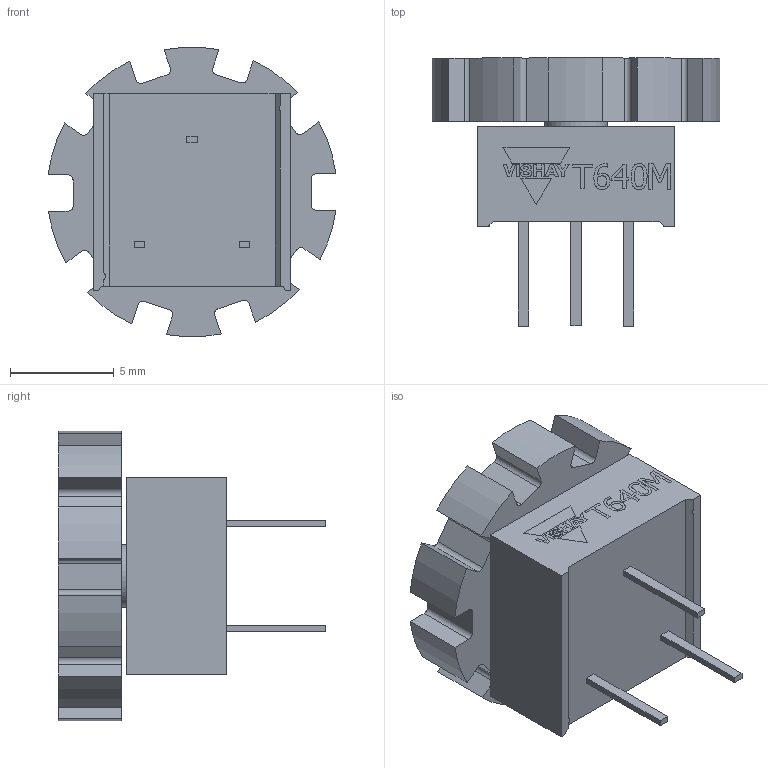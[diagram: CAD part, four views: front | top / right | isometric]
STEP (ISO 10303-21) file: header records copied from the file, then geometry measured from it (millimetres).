
FILE_DESCRIPTION(/* description */ ('Unknown'),/* implementation_level */ '2;1');
FILE_NAME(/* name */ 'M63-T640M',/* time_stamp */ '2018-01-19T15:00:51+01:00',/* author */ ('Unknown'),/* organization */ ('Unknown'),/* preprocessor_version */ 'ST-DEVELOPER v16.7',/* originating_system */ 'DEX',/* authorisation */ $);
FILE_SCHEMA (('AUTOMOTIVE_DESIGN {1 0 10303 214 3 1 1}'));
Length unit declared in the file: millimetre
Products named in the file (1): Gabarit - M63
Bounding box: 13.87 x 12.91 x 13.95 mm (x, y, z)
Volume: 815 mm3; surface area: 839.8 mm2
Topology: 1 solids, 1 shells, 291 faces, 775 edges, 517 vertices
Faces by surface type: plane 237, cylinder 33, bspline 21
Full cylindrical faces by diameter (mm): 3 x1
Entity records: 11944 total; most frequent: CARTESIAN_POINT 3228, ORIENTED_EDGE 1542, DIRECTION 1077, EDGE_CURVE 771, VERTEX_POINT 516, LINE 403, VECTOR 403, AXIS2_PLACEMENT_3D 337
